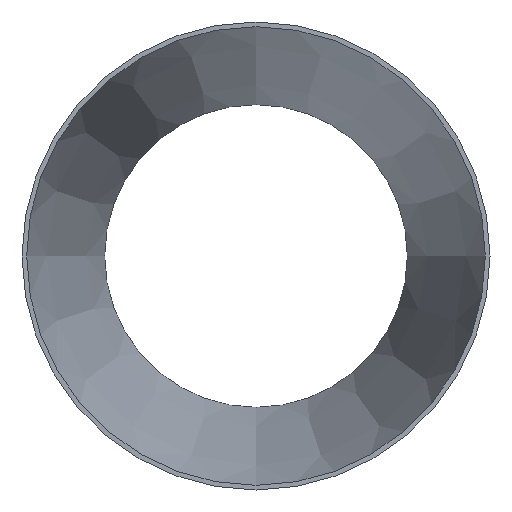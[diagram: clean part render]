
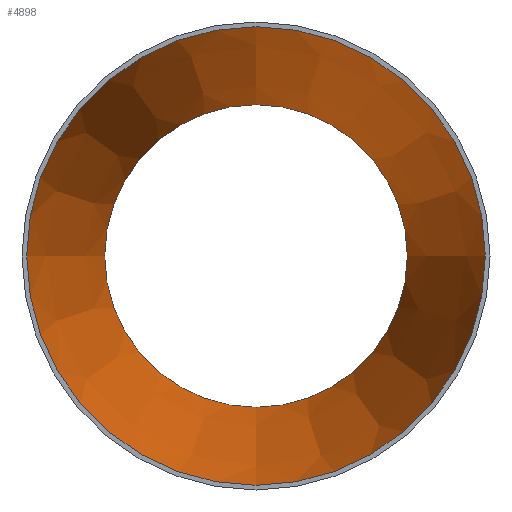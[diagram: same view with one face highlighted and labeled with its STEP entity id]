
A CAD part, front view. The second image highlights one B-rep face of the part: STEP entity #4898.
In plain terms, the highlighted conical face has half-angle 11.31 degrees and reference radius 298.681 mm.
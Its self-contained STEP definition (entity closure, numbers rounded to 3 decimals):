
#1447 = CARTESIAN_POINT ( 'NONE',  ( 0., 508., 0. ) ) ;
#4898 = ADVANCED_FACE ( 'NONE', ( #32611, #20263 ), #52588, .F. ) ;
#5912 = VERTEX_POINT ( 'NONE', #39382 ) ;
#10278 = EDGE_CURVE ( 'NONE', #5912, #5912, #13330, .T. ) ;
#11515 = CARTESIAN_POINT ( 'NONE',  ( 0., 0., 0. ) ) ;
#13330 = CIRCLE ( 'NONE', #29937, 197.081 ) ;
#16162 = DIRECTION ( 'NONE',  ( 0., -1., 0. ) ) ;
#18851 = CARTESIAN_POINT ( 'NONE',  ( 0., 0., 0. ) ) ;
#20263 = FACE_OUTER_BOUND ( 'NONE', #36950, .T. ) ;
#24363 = ORIENTED_EDGE ( 'NONE', *, *, #42857, .T. ) ;
#24929 = DIRECTION ( 'NONE',  ( 0., 0., -1. ) ) ;
#26268 = AXIS2_PLACEMENT_3D ( 'NONE', #11515, #16162, #24929 ) ;
#28815 = CIRCLE ( 'NONE', #44596, 298.681 ) ;
#29937 = AXIS2_PLACEMENT_3D ( 'NONE', #1447, #35193, #47587 ) ;
#32611 = FACE_BOUND ( 'NONE', #50365, .T. ) ;
#35193 = DIRECTION ( 'NONE',  ( 0., -1., 0. ) ) ;
#35577 = DIRECTION ( 'NONE',  ( 0., -1., 0. ) ) ;
#36950 = EDGE_LOOP ( 'NONE', ( #24363 ) ) ;
#39382 = CARTESIAN_POINT ( 'NONE',  ( 0., 508., -197.081 ) ) ;
#42857 = EDGE_CURVE ( 'NONE', #47645, #47645, #28815, .T. ) ;
#44596 = AXIS2_PLACEMENT_3D ( 'NONE', #18851, #35577, #52337 ) ;
#47378 = CARTESIAN_POINT ( 'NONE',  ( 0., 0., -298.681 ) ) ;
#47587 = DIRECTION ( 'NONE',  ( 0., 0., -1. ) ) ;
#47645 = VERTEX_POINT ( 'NONE', #47378 ) ;
#47669 = ORIENTED_EDGE ( 'NONE', *, *, #10278, .F. ) ;
#50365 = EDGE_LOOP ( 'NONE', ( #47669 ) ) ;
#52337 = DIRECTION ( 'NONE',  ( 0., 0., -1. ) ) ;
#52588 = CONICAL_SURFACE ( 'NONE', #26268, 298.681, 0.197 ) ;
